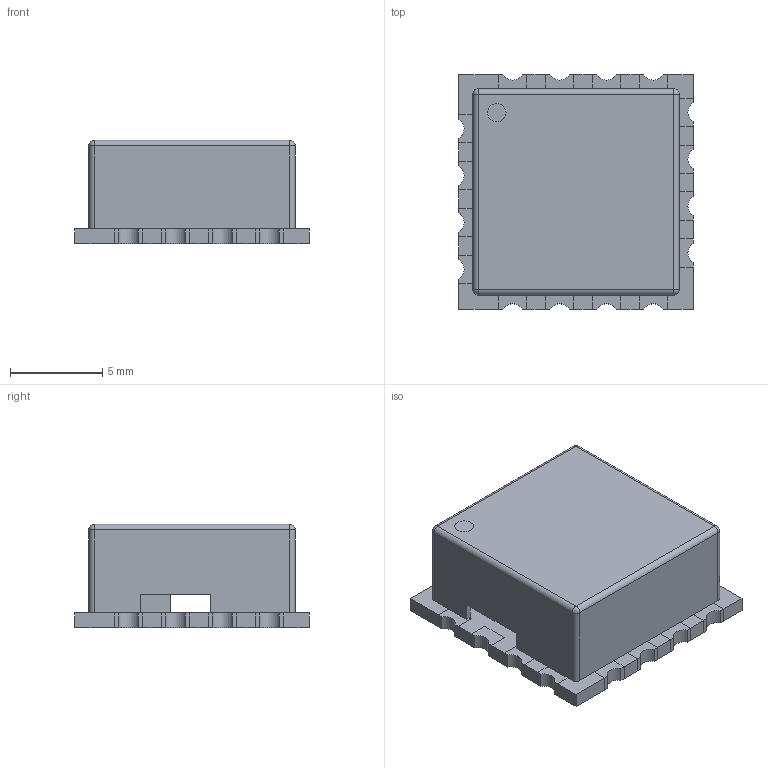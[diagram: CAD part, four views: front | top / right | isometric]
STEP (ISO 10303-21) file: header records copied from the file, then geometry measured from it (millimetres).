
FILE_DESCRIPTION((''),'2;1');
FILE_NAME('MINI-CIRCUITS_CK1113.stp','2011-07-07T13:49:52',(''),(''),'Mechanical Desktop 2011','Mechanical Desktop 2011',', , ');
FILE_SCHEMA(('AUTOMOTIVE_DESIGN { 1 2 10303 214 1 1 1 1 }'));
Length unit declared in the file: millimetre
Products named in the file (1): Product
Bounding box: 12.7 x 12.7 x 5.59 mm (x, y, z)
Volume: 217.5 mm3; surface area: 1075.9 mm2
Topology: 19 solids, 19 shells, 239 faces, 592 edges, 388 vertices
Faces by surface type: plane 172, bspline 35, cylinder 28, sphere 4
Entity records: 6983 total; most frequent: CARTESIAN_POINT 1321, ORIENTED_EDGE 1176, DIRECTION 1054, EDGE_CURVE 588, VECTOR 532, LINE 532, VERTEX_POINT 388, AXIS2_PLACEMENT_3D 261
